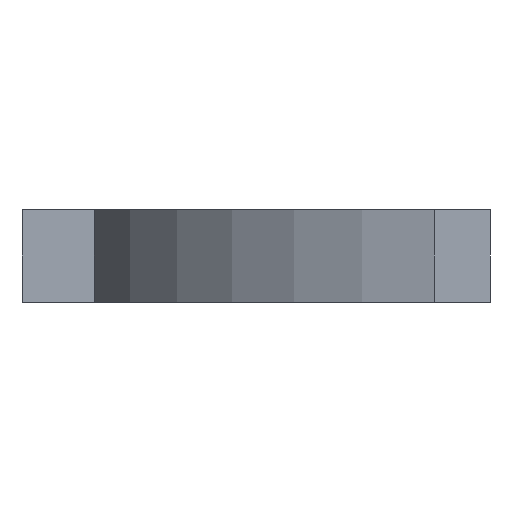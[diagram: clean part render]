
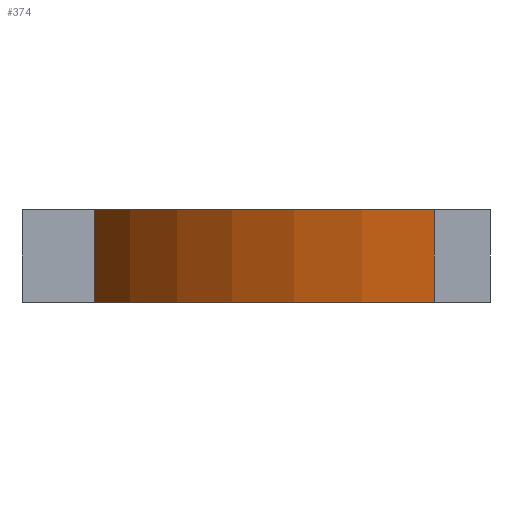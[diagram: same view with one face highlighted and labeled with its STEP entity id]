
A CAD part, front view. The second image highlights one B-rep face of the part: STEP entity #374.
In plain terms, the highlighted cylindrical face has radius 48.5 mm (diameter 97 mm), a partial arc.
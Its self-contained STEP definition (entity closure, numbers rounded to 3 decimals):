
#124 = VERTEX_POINT('',#125);
#125 = CARTESIAN_POINT('',(-7.5,-47.917,0.));
#131 = EDGE_CURVE('',#132,#124,#134,.T.);
#132 = VERTEX_POINT('',#133);
#133 = CARTESIAN_POINT('',(-44.184,-20.,0.));
#134 = CIRCLE('',#135,48.5);
#135 = AXIS2_PLACEMENT_3D('',#136,#137,#138);
#136 = CARTESIAN_POINT('',(0.,0.,0.));
#137 = DIRECTION('',(0.,0.,1.));
#138 = DIRECTION('',(1.,0.,0.));
#214 = VERTEX_POINT('',#215);
#215 = CARTESIAN_POINT('',(-7.5,-47.917,10.));
#221 = EDGE_CURVE('',#222,#214,#224,.T.);
#222 = VERTEX_POINT('',#223);
#223 = CARTESIAN_POINT('',(-44.184,-20.,10.));
#224 = CIRCLE('',#225,48.5);
#225 = AXIS2_PLACEMENT_3D('',#226,#227,#228);
#226 = CARTESIAN_POINT('',(0.,0.,10.));
#227 = DIRECTION('',(0.,0.,1.));
#228 = DIRECTION('',(1.,0.,0.));
#363 = EDGE_CURVE('',#124,#214,#364,.T.);
#364 = LINE('',#365,#366);
#365 = CARTESIAN_POINT('',(-7.5,-47.917,0.));
#366 = VECTOR('',#367,1.);
#367 = DIRECTION('',(0.,0.,1.));
#374 = ADVANCED_FACE('',(#375),#386,.T.);
#375 = FACE_BOUND('',#376,.F.);
#376 = EDGE_LOOP('',(#377,#383,#384,#385));
#377 = ORIENTED_EDGE('',*,*,#378,.T.);
#378 = EDGE_CURVE('',#132,#222,#379,.T.);
#379 = LINE('',#380,#381);
#380 = CARTESIAN_POINT('',(-44.184,-20.,0.));
#381 = VECTOR('',#382,1.);
#382 = DIRECTION('',(0.,0.,1.));
#383 = ORIENTED_EDGE('',*,*,#221,.T.);
#384 = ORIENTED_EDGE('',*,*,#363,.F.);
#385 = ORIENTED_EDGE('',*,*,#131,.F.);
#386 = CYLINDRICAL_SURFACE('',#387,48.5);
#387 = AXIS2_PLACEMENT_3D('',#388,#389,#390);
#388 = CARTESIAN_POINT('',(0.,0.,0.));
#389 = DIRECTION('',(-0.,-0.,-1.));
#390 = DIRECTION('',(1.,0.,0.));
